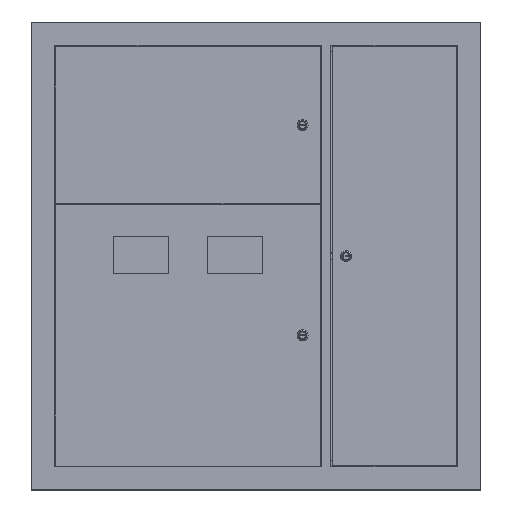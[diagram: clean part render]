
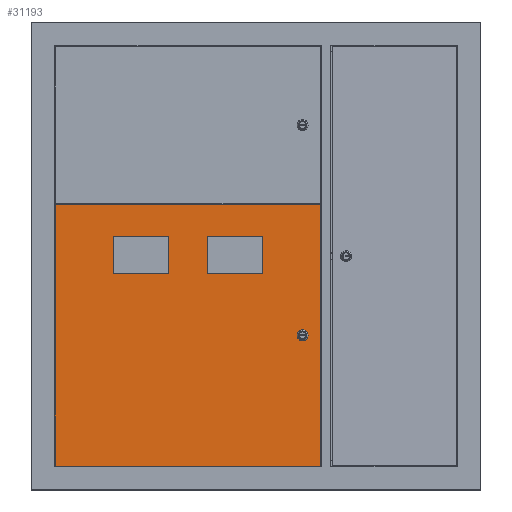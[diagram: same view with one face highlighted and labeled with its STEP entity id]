
A CAD part, top view. The second image highlights one B-rep face of the part: STEP entity #31193.
In plain terms, the highlighted face is planar.
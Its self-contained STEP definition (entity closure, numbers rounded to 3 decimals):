
#285 = CARTESIAN_POINT ( 'NONE',  ( 159., 212., 1. ) ) ;
#3062 = FACE_OUTER_BOUND ( 'NONE', #33193, .T. ) ;
#4869 = LINE ( 'NONE', #37146, #87365 ) ;
#5256 = VECTOR ( 'NONE', #49710, 1000. ) ;
#7460 = LINE ( 'NONE', #27652, #28740 ) ;
#7837 = DIRECTION ( 'NONE',  ( 0., 1., 0. ) ) ;
#9113 = EDGE_CURVE ( 'NONE', #72935, #61441, #103045, .T. ) ;
#10358 = EDGE_CURVE ( 'NONE', #20816, #20664, #26573, .T. ) ;
#11399 = DIRECTION ( 'NONE',  ( 0., 1., 0. ) ) ;
#11533 = DIRECTION ( 'NONE',  ( 0., -1., 0. ) ) ;
#11629 = CARTESIAN_POINT ( 'NONE',  ( 245., 0., 1. ) ) ;
#12813 = PLANE ( 'NONE',  #59267 ) ;
#13351 = DIRECTION ( 'NONE',  ( 0., 1., 0. ) ) ;
#14625 = ORIENTED_EDGE ( 'NONE', *, *, #91040, .F. ) ;
#15105 = ORIENTED_EDGE ( 'NONE', *, *, #9113, .T. ) ;
#15333 = VECTOR ( 'NONE', #11399, 1000. ) ;
#16353 = DIRECTION ( 'NONE',  ( 0., -1., 0. ) ) ;
#16823 = LINE ( 'NONE', #75946, #99223 ) ;
#16857 = DIRECTION ( 'NONE',  ( 1., 0., 0. ) ) ;
#18040 = VECTOR ( 'NONE', #67057, 1000. ) ;
#19679 = DIRECTION ( 'NONE',  ( 1., 0., 0. ) ) ;
#20664 = VERTEX_POINT ( 'NONE', #54904 ) ;
#20816 = VERTEX_POINT ( 'NONE', #57316 ) ;
#21214 = DIRECTION ( 'NONE',  ( 0., 0., 1. ) ) ;
#21844 = CARTESIAN_POINT ( 'NONE',  ( -283., 279.5, 1. ) ) ;
#22048 = CARTESIAN_POINT ( 'NONE',  ( 283., -279.5, 1. ) ) ;
#22228 = EDGE_CURVE ( 'NONE', #68194, #79760, #4869, .T. ) ;
#22647 = ORIENTED_EDGE ( 'NONE', *, *, #100464, .F. ) ;
#23750 = ORIENTED_EDGE ( 'NONE', *, *, #89413, .F. ) ;
#24338 = FACE_BOUND ( 'NONE', #24504, .T. ) ;
#24504 = EDGE_LOOP ( 'NONE', ( #23750, #90774, #89475, #27738 ) ) ;
#24895 = CARTESIAN_POINT ( 'NONE',  ( -283., -279.5, 1. ) ) ;
#26573 = LINE ( 'NONE', #89561, #5256 ) ;
#26872 = FACE_BOUND ( 'NONE', #96494, .T. ) ;
#27652 = CARTESIAN_POINT ( 'NONE',  ( -159., 212., 1. ) ) ;
#27738 = ORIENTED_EDGE ( 'NONE', *, *, #80537, .F. ) ;
#27829 = ORIENTED_EDGE ( 'NONE', *, *, #70935, .T. ) ;
#28503 = CARTESIAN_POINT ( 'NONE',  ( -159., 132., 1. ) ) ;
#28740 = VECTOR ( 'NONE', #11533, 1000. ) ;
#29330 = CARTESIAN_POINT ( 'NONE',  ( 41., 212., 1. ) ) ;
#30790 = VERTEX_POINT ( 'NONE', #285 ) ;
#31193 = ADVANCED_FACE ( 'NONE', ( #26872, #43093, #3062, #24338 ), #12813, .T. ) ;
#32010 = ORIENTED_EDGE ( 'NONE', *, *, #62667, .T. ) ;
#33193 = EDGE_LOOP ( 'NONE', ( #15105, #32010, #91622, #27829 ) ) ;
#36597 = CARTESIAN_POINT ( 'NONE',  ( -159., 132., 1. ) ) ;
#36601 = LINE ( 'NONE', #51192, #15333 ) ;
#36941 = CARTESIAN_POINT ( 'NONE',  ( 0., 0., 1. ) ) ;
#37146 = CARTESIAN_POINT ( 'NONE',  ( 283., 279.5, 1. ) ) ;
#37344 = DIRECTION ( 'NONE',  ( -1., 0., 0. ) ) ;
#37763 = VECTOR ( 'NONE', #37344, 1000. ) ;
#39975 = VERTEX_POINT ( 'NONE', #96631 ) ;
#40327 = LINE ( 'NONE', #29330, #37763 ) ;
#40838 = EDGE_CURVE ( 'NONE', #47608, #39975, #84049, .T. ) ;
#42900 = CARTESIAN_POINT ( 'NONE',  ( 41., 212., 1. ) ) ;
#43093 = FACE_BOUND ( 'NONE', #57637, .T. ) ;
#44308 = DIRECTION ( 'NONE',  ( 0., 0., 1. ) ) ;
#44985 = AXIS2_PLACEMENT_3D ( 'NONE', #92090, #44308, #100115 ) ;
#45133 = CARTESIAN_POINT ( 'NONE',  ( 252.5, 0., 1. ) ) ;
#47608 = VERTEX_POINT ( 'NONE', #45133 ) ;
#47650 = CARTESIAN_POINT ( 'NONE',  ( 159., 212., 1. ) ) ;
#49710 = DIRECTION ( 'NONE',  ( -1., 0., 0. ) ) ;
#51192 = CARTESIAN_POINT ( 'NONE',  ( -41., 212., 1. ) ) ;
#52916 = LINE ( 'NONE', #36597, #92864 ) ;
#52963 = DIRECTION ( 'NONE',  ( 1., 0., 0. ) ) ;
#53920 = VERTEX_POINT ( 'NONE', #28503 ) ;
#54844 = ORIENTED_EDGE ( 'NONE', *, *, #40838, .F. ) ;
#54904 = CARTESIAN_POINT ( 'NONE',  ( -159., 212., 1. ) ) ;
#55982 = LINE ( 'NONE', #64176, #58479 ) ;
#57316 = CARTESIAN_POINT ( 'NONE',  ( -41., 212., 1. ) ) ;
#57637 = EDGE_LOOP ( 'NONE', ( #54844, #14625 ) ) ;
#57732 = ORIENTED_EDGE ( 'NONE', *, *, #80042, .F. ) ;
#58397 = EDGE_CURVE ( 'NONE', #87307, #30790, #94161, .T. ) ;
#58479 = VECTOR ( 'NONE', #16353, 1000. ) ;
#59267 = AXIS2_PLACEMENT_3D ( 'NONE', #36941, #21214, #77151 ) ;
#61441 = VERTEX_POINT ( 'NONE', #87613 ) ;
#62667 = EDGE_CURVE ( 'NONE', #61441, #68194, #95810, .T. ) ;
#63173 = CARTESIAN_POINT ( 'NONE',  ( -41., 132., 1. ) ) ;
#64176 = CARTESIAN_POINT ( 'NONE',  ( 41., 212., 1. ) ) ;
#66051 = AXIS2_PLACEMENT_3D ( 'NONE', #11629, #67560, #19679 ) ;
#67057 = DIRECTION ( 'NONE',  ( -1., 0., 0. ) ) ;
#67560 = DIRECTION ( 'NONE',  ( 0., 0., 1. ) ) ;
#68194 = VERTEX_POINT ( 'NONE', #22048 ) ;
#70482 = VECTOR ( 'NONE', #7837, 1000. ) ;
#70935 = EDGE_CURVE ( 'NONE', #79760, #72935, #102974, .T. ) ;
#70990 = CARTESIAN_POINT ( 'NONE',  ( 41., 132., 1. ) ) ;
#72402 = VERTEX_POINT ( 'NONE', #63173 ) ;
#72935 = VERTEX_POINT ( 'NONE', #21844 ) ;
#73130 = CARTESIAN_POINT ( 'NONE',  ( -283., 279.5, 1. ) ) ;
#75946 = CARTESIAN_POINT ( 'NONE',  ( 41., 132., 1. ) ) ;
#77151 = DIRECTION ( 'NONE',  ( 1., 0., 0. ) ) ;
#79760 = VERTEX_POINT ( 'NONE', #97751 ) ;
#80042 = EDGE_CURVE ( 'NONE', #30790, #82350, #40327, .T. ) ;
#80537 = EDGE_CURVE ( 'NONE', #72402, #20816, #36601, .T. ) ;
#81171 = DIRECTION ( 'NONE',  ( 0., -1., 0. ) ) ;
#82350 = VERTEX_POINT ( 'NONE', #42900 ) ;
#84049 = CIRCLE ( 'NONE', #66051, 7.5 ) ;
#85575 = CARTESIAN_POINT ( 'NONE',  ( 159., 132., 1. ) ) ;
#87307 = VERTEX_POINT ( 'NONE', #85575 ) ;
#87365 = VECTOR ( 'NONE', #13351, 1000. ) ;
#87613 = CARTESIAN_POINT ( 'NONE',  ( -283., -279.5, 1. ) ) ;
#89413 = EDGE_CURVE ( 'NONE', #53920, #72402, #52916, .T. ) ;
#89475 = ORIENTED_EDGE ( 'NONE', *, *, #10358, .F. ) ;
#89561 = CARTESIAN_POINT ( 'NONE',  ( -159., 212., 1. ) ) ;
#89838 = ORIENTED_EDGE ( 'NONE', *, *, #58397, .F. ) ;
#90774 = ORIENTED_EDGE ( 'NONE', *, *, #93195, .F. ) ;
#91040 = EDGE_CURVE ( 'NONE', #39975, #47608, #93899, .T. ) ;
#91622 = ORIENTED_EDGE ( 'NONE', *, *, #22228, .T. ) ;
#91900 = DIRECTION ( 'NONE',  ( 1., 0., 0. ) ) ;
#92090 = CARTESIAN_POINT ( 'NONE',  ( 245., 0., 1. ) ) ;
#92864 = VECTOR ( 'NONE', #52963, 1000. ) ;
#93195 = EDGE_CURVE ( 'NONE', #20664, #53920, #7460, .T. ) ;
#93291 = VECTOR ( 'NONE', #16857, 1000. ) ;
#93899 = CIRCLE ( 'NONE', #44985, 7.5 ) ;
#94161 = LINE ( 'NONE', #47650, #70482 ) ;
#95073 = VERTEX_POINT ( 'NONE', #70990 ) ;
#95274 = ORIENTED_EDGE ( 'NONE', *, *, #96669, .F. ) ;
#95810 = LINE ( 'NONE', #24895, #93291 ) ;
#96494 = EDGE_LOOP ( 'NONE', ( #95274, #22647, #57732, #89838 ) ) ;
#96631 = CARTESIAN_POINT ( 'NONE',  ( 237.5, 0., 1. ) ) ;
#96669 = EDGE_CURVE ( 'NONE', #95073, #87307, #16823, .T. ) ;
#97751 = CARTESIAN_POINT ( 'NONE',  ( 283., 279.5, 1. ) ) ;
#98755 = CARTESIAN_POINT ( 'NONE',  ( -283., 279.5, 1. ) ) ;
#99223 = VECTOR ( 'NONE', #91900, 1000. ) ;
#100115 = DIRECTION ( 'NONE',  ( 1., 0., 0. ) ) ;
#100464 = EDGE_CURVE ( 'NONE', #82350, #95073, #55982, .T. ) ;
#100508 = VECTOR ( 'NONE', #81171, 1000. ) ;
#102974 = LINE ( 'NONE', #98755, #18040 ) ;
#103045 = LINE ( 'NONE', #73130, #100508 ) ;
